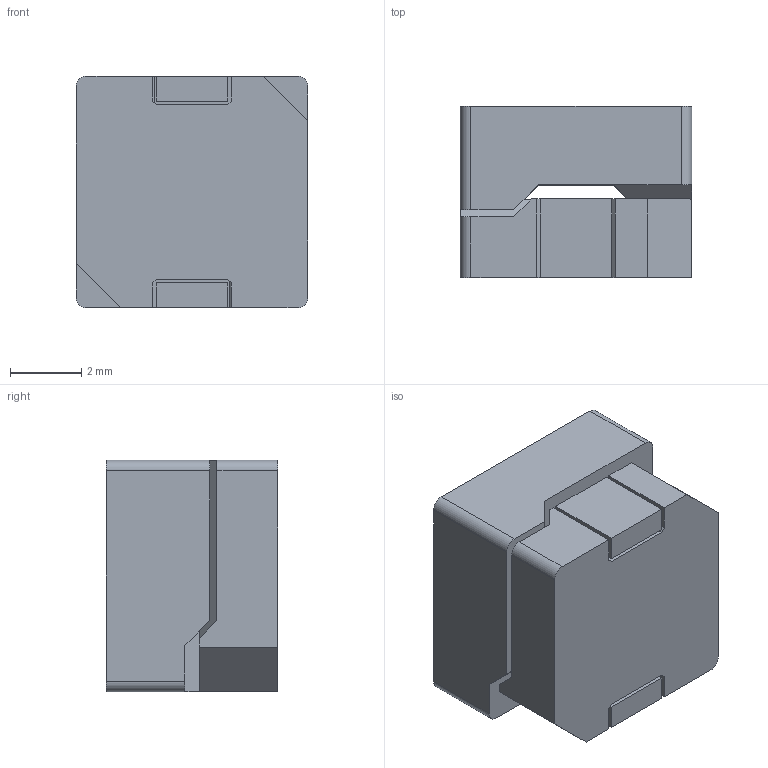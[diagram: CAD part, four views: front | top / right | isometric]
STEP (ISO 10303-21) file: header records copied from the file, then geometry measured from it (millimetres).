
FILE_DESCRIPTION(('STEP AP214'),'1');
FILE_NAME('srr0604-100ml.stp','2020-09-18T14:22:09',('TraceParts'),('TraceParts S.A.'),'Spatial InterOp 3D',' ',' ');
FILE_SCHEMA(('AUTOMOTIVE_DESIGN { 1 0 10303 214 1 1 1 1 }'));
Length unit declared in the file: millimetre
Products named in the file (1): srr0604-100ml_1
Bounding box: 6.5 x 4.8 x 6.5 mm (x, y, z)
Volume: 181.4 mm3; surface area: 346 mm2
Topology: 4 solids, 4 shells, 70 faces, 176 edges, 116 vertices
Faces by surface type: plane 52, cylinder 10, cone 8
Entity records: 2107 total; most frequent: CARTESIAN_POINT 366, DIRECTION 356, ORIENTED_EDGE 352, EDGE_CURVE 176, LINE 144, VECTOR 144, VERTEX_POINT 116, AXIS2_PLACEMENT_3D 106
